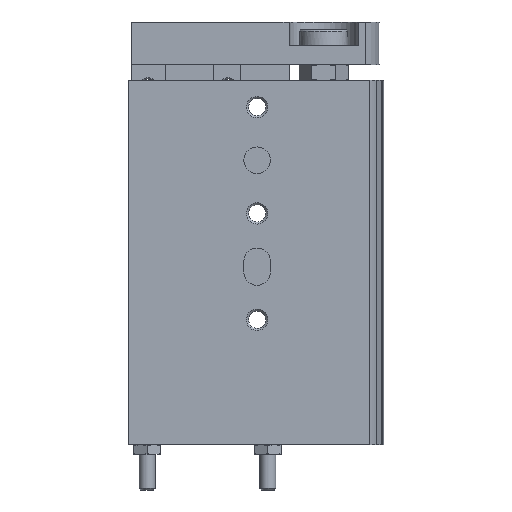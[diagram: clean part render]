
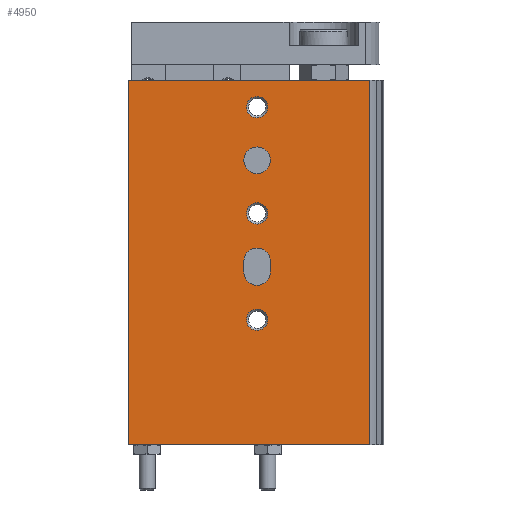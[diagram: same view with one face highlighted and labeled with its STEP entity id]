
A CAD part, front view. The second image highlights one B-rep face of the part: STEP entity #4950.
In plain terms, the highlighted planar face has unit normal (0, -1, 0).
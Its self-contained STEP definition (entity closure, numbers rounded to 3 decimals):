
#320=CIRCLE('',#5359,2.);
#321=CIRCLE('',#5360,2.);
#322=CIRCLE('',#5361,2.5);
#323=CIRCLE('',#5362,2.5);
#324=CIRCLE('',#5363,2.5);
#325=CIRCLE('',#5364,2.);
#755=ORIENTED_EDGE('',*,*,#2061,.F.);
#756=ORIENTED_EDGE('',*,*,#2062,.F.);
#757=ORIENTED_EDGE('',*,*,#2063,.F.);
#758=ORIENTED_EDGE('',*,*,#2064,.F.);
#759=ORIENTED_EDGE('',*,*,#2065,.F.);
#760=ORIENTED_EDGE('',*,*,#2066,.F.);
#761=ORIENTED_EDGE('',*,*,#2067,.F.);
#762=ORIENTED_EDGE('',*,*,#2068,.F.);
#763=ORIENTED_EDGE('',*,*,#1934,.T.);
#764=ORIENTED_EDGE('',*,*,#1974,.F.);
#765=ORIENTED_EDGE('',*,*,#2044,.F.);
#766=ORIENTED_EDGE('',*,*,#2060,.T.);
#1934=EDGE_CURVE('',#2625,#2624,#3091,.T.);
#1974=EDGE_CURVE('',#2661,#2624,#3111,.T.);
#2044=EDGE_CURVE('',#2710,#2661,#3153,.T.);
#2060=EDGE_CURVE('',#2710,#2625,#3168,.T.);
#2061=EDGE_CURVE('',#2711,#2711,#320,.T.);
#2062=EDGE_CURVE('',#2712,#2712,#321,.T.);
#2063=EDGE_CURVE('',#2713,#2714,#3169,.T.);
#2064=EDGE_CURVE('',#2715,#2713,#322,.F.);
#2065=EDGE_CURVE('',#2716,#2715,#3170,.T.);
#2066=EDGE_CURVE('',#2714,#2716,#323,.F.);
#2067=EDGE_CURVE('',#2717,#2717,#324,.F.);
#2068=EDGE_CURVE('',#2718,#2718,#325,.T.);
#2624=VERTEX_POINT('',#7459);
#2625=VERTEX_POINT('',#7461);
#2661=VERTEX_POINT('',#7538);
#2710=VERTEX_POINT('',#7668);
#2711=VERTEX_POINT('',#7702);
#2712=VERTEX_POINT('',#7704);
#2713=VERTEX_POINT('',#7706);
#2714=VERTEX_POINT('',#7707);
#2715=VERTEX_POINT('',#7709);
#2716=VERTEX_POINT('',#7711);
#2717=VERTEX_POINT('',#7714);
#2718=VERTEX_POINT('',#7716);
#3091=LINE('',#7460,#3486);
#3111=LINE('',#7539,#3506);
#3153=LINE('',#7669,#3548);
#3168=LINE('',#7699,#3563);
#3169=LINE('',#7705,#3564);
#3170=LINE('',#7710,#3565);
#3486=VECTOR('',#5888,1000.);
#3506=VECTOR('',#5952,1000.);
#3548=VECTOR('',#6072,1000.);
#3563=VECTOR('',#6117,1000.);
#3564=VECTOR('',#6124,1000.);
#3565=VECTOR('',#6127,1000.);
#3889=EDGE_LOOP('',(#755));
#3890=EDGE_LOOP('',(#756));
#3891=EDGE_LOOP('',(#757,#758,#759,#760));
#3892=EDGE_LOOP('',(#761));
#3893=EDGE_LOOP('',(#762));
#3894=EDGE_LOOP('',(#763,#764,#765,#766));
#4335=FACE_BOUND('',#3889,.T.);
#4336=FACE_BOUND('',#3890,.T.);
#4337=FACE_BOUND('',#3891,.T.);
#4338=FACE_BOUND('',#3892,.T.);
#4339=FACE_BOUND('',#3893,.T.);
#4340=FACE_BOUND('',#3894,.T.);
#4759=PLANE('',#5358);
#4950=ADVANCED_FACE('',(#4335,#4336,#4337,#4338,#4339,#4340),#4759,.F.);
#5358=AXIS2_PLACEMENT_3D('',#7700,#6118,#6119);
#5359=AXIS2_PLACEMENT_3D('',#7701,#6120,#6121);
#5360=AXIS2_PLACEMENT_3D('',#7703,#6122,#6123);
#5361=AXIS2_PLACEMENT_3D('',#7708,#6125,#6126);
#5362=AXIS2_PLACEMENT_3D('',#7712,#6128,#6129);
#5363=AXIS2_PLACEMENT_3D('',#7713,#6130,#6131);
#5364=AXIS2_PLACEMENT_3D('',#7715,#6132,#6133);
#5888=DIRECTION('',(0.,0.,-1.));
#5952=DIRECTION('',(-1.,0.,0.));
#6072=DIRECTION('',(0.,0.,-1.));
#6117=DIRECTION('',(-1.,0.,0.));
#6118=DIRECTION('',(0.,1.,0.));
#6119=DIRECTION('',(0.,0.,1.));
#6120=DIRECTION('',(0.,-1.,0.));
#6121=DIRECTION('',(0.,0.,-1.));
#6122=DIRECTION('',(0.,-1.,0.));
#6123=DIRECTION('',(0.,0.,-1.));
#6124=DIRECTION('',(1.,0.,0.));
#6125=DIRECTION('',(0.,1.,0.));
#6126=DIRECTION('',(0.,0.,1.));
#6127=DIRECTION('',(-1.,0.,0.));
#6128=DIRECTION('',(0.,1.,0.));
#6129=DIRECTION('',(0.,0.,1.));
#6130=DIRECTION('',(0.,1.,0.));
#6131=DIRECTION('',(0.,0.,1.));
#6132=DIRECTION('',(0.,-1.,0.));
#6133=DIRECTION('',(0.,0.,-1.));
#7459=CARTESIAN_POINT('',(0.,0.,-24.));
#7460=CARTESIAN_POINT('',(0.,0.,21.368));
#7461=CARTESIAN_POINT('',(0.,0.,21.368));
#7538=CARTESIAN_POINT('',(68.5,0.,-24.));
#7539=CARTESIAN_POINT('',(68.5,0.,-24.));
#7668=CARTESIAN_POINT('',(68.5,0.,21.368));
#7669=CARTESIAN_POINT('',(68.5,0.,21.368));
#7699=CARTESIAN_POINT('',(68.5,0.,21.368));
#7700=CARTESIAN_POINT('',(68.5,0.,21.368));
#7701=CARTESIAN_POINT('',(5.,0.,0.2));
#7702=CARTESIAN_POINT('',(5.,0.,-1.8));
#7703=CARTESIAN_POINT('',(45.,0.,0.2));
#7704=CARTESIAN_POINT('',(45.,0.,-1.8));
#7705=CARTESIAN_POINT('',(68.5,0.,-2.3));
#7706=CARTESIAN_POINT('',(34.,0.,-2.3));
#7707=CARTESIAN_POINT('',(36.,0.,-2.3));
#7708=CARTESIAN_POINT('',(34.,0.,0.2));
#7709=CARTESIAN_POINT('',(34.,0.,2.7));
#7710=CARTESIAN_POINT('',(68.5,0.,2.7));
#7711=CARTESIAN_POINT('',(36.,0.,2.7));
#7712=CARTESIAN_POINT('',(36.,0.,0.2));
#7713=CARTESIAN_POINT('',(15.,0.,0.2));
#7714=CARTESIAN_POINT('',(15.,0.,2.7));
#7715=CARTESIAN_POINT('',(25.,0.,0.2));
#7716=CARTESIAN_POINT('',(25.,0.,-1.8));
